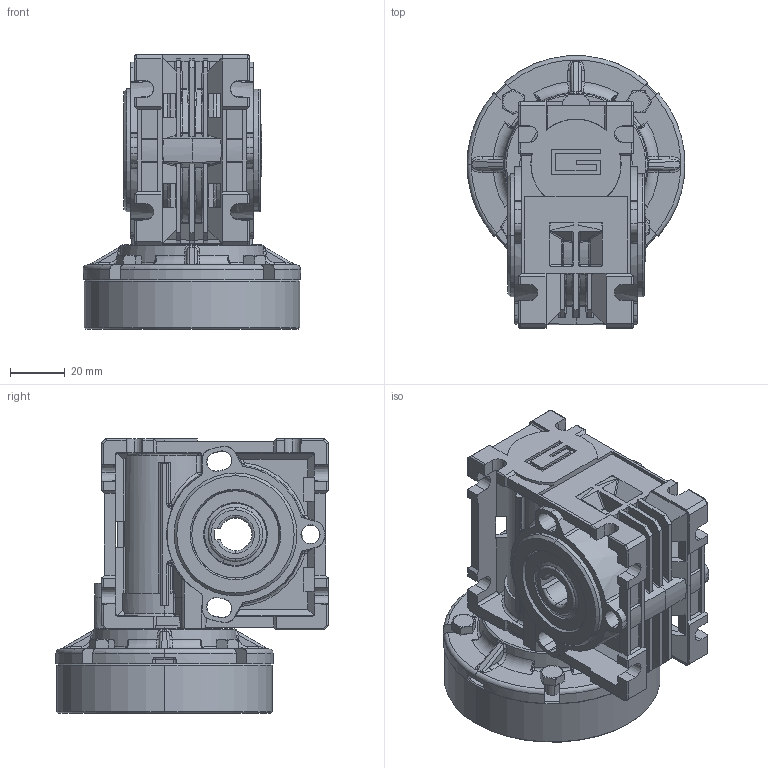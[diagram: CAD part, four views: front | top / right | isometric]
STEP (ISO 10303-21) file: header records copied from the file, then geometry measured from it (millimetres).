
FILE_DESCRIPTION (( 'STEP AP214' ), '1' );
FILE_NAME ('HTTW26 without key.STEP', '2023-07-28T09:07:45', ( '' ), ( '' ), 'SwSTEP 2.0', 'SolidWorks 2023', '' );
FILE_SCHEMA (( 'AUTOMOTIVE_DESIGN' ));
Length unit declared in the file: millimetre
Products named in the file (26): 6CII37; W0261503009; 026riportolavorato; AF.00027299; 6BR61902E; 6OSTC15287T9; 6OSTC20325NH; 6CIO20; HTTW26 without key; 026mozzolavorato; W02604080; W026011_SENZA RAGGI; 6BR61904; W0262003012; 6OR2162N; 6SCHHM514ZC_Semplice; HTTW26XrrrNE17006J(2); TCM026030U_BASE; 6BR6000E; AF.00027305; 6BR61904SP; TCM026P56B14N; 6SCHM512ZC_semplice; 6KYA3312; 6SCNHRCM33; 6CII28
Assembly tree (32 placements, depth 5):
  HTTW26 without key
    HTTW26XrrrNE17006J(2)
      TCM026030U_BASE
        W0262003012
          026mozzolavorato
          026riportolavorato
        W026011_SENZA RAGGI
        6BR61904
        6BR61904SP
        6OSTC15287T9
        6OSTC20325NH  x2
        6CII28
        6CII37
        6CIO20  x2
        6BR6000E
        6BR61902E
        6OR2162N
        W0261503009
      TCM026P56B14N
        W02604080
        6SCHHM514ZC_Semplice  x3
        6SCHM512ZC_semplice  x4
      AF.00027299
      AF.00027305
      6KYA3312
      6SCNHRCM33
Bounding box: 79.86 x 99.86 x 100.5 mm (x, y, z)
Volume: 254572.6 mm3; surface area: 134549.6 mm2
Topology: 28 solids, 37 shells, 2346 faces, 5878 edges, 3621 vertices
Faces by surface type: plane 812, cylinder 577, cone 351, bspline 326, torus 186, sphere 94
Entity records: 103877 total; most frequent: CARTESIAN_POINT 34253, ORIENTED_EDGE 10994, DIRECTION 9509, EDGE_CURVE 5497, AXIS2_PLACEMENT_3D 3649, VERTEX_POINT 3415, EDGE_LOOP 2328, LINE 2211
